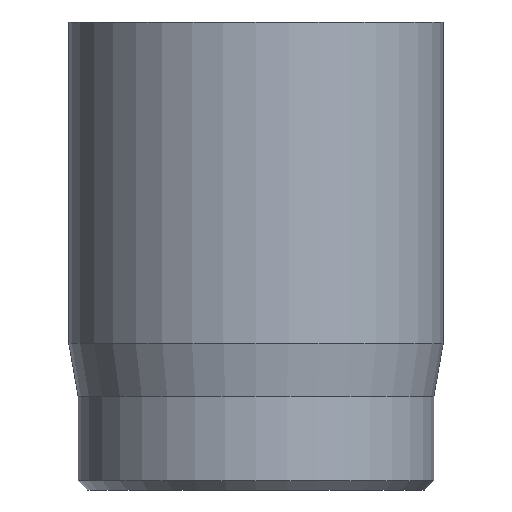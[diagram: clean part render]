
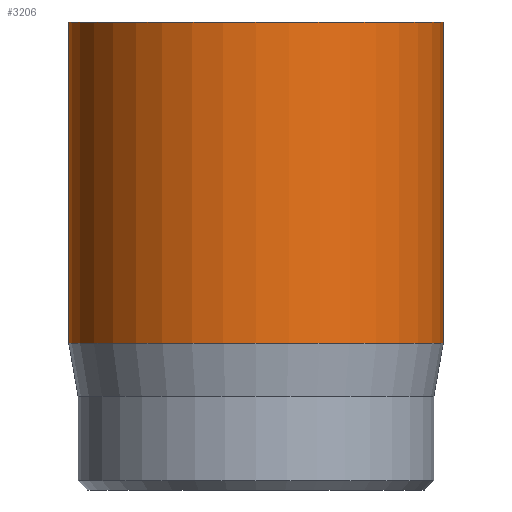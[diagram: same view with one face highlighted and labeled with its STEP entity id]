
A CAD part, front view. The second image highlights one B-rep face of the part: STEP entity #3206.
In plain terms, the highlighted cylindrical face has radius 2 mm (diameter 4 mm), a full revolution.
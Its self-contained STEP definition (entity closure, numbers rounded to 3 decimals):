
#31=CYLINDRICAL_SURFACE('',#3354,2.);
#44=CIRCLE('',#3333,2.);
#55=CIRCLE('',#3352,2.);
#56=CIRCLE('',#3353,2.);
#302=FACE_OUTER_BOUND('',#488,.T.);
#488=EDGE_LOOP('',(#2850,#2851,#2852,#2853,#2854));
#733=LINE('',#6012,#984);
#984=VECTOR('',#3761,2.);
#1481=VERTEX_POINT('',#5971);
#1492=VERTEX_POINT('',#6006);
#1493=VERTEX_POINT('',#6007);
#1934=EDGE_CURVE('',#1481,#1481,#44,.T.);
#1950=EDGE_CURVE('',#1492,#1493,#55,.T.);
#1951=EDGE_CURVE('',#1493,#1492,#56,.T.);
#1953=EDGE_CURVE('',#1481,#1492,#733,.T.);
#2850=ORIENTED_EDGE('',*,*,#1934,.T.);
#2851=ORIENTED_EDGE('',*,*,#1953,.T.);
#2852=ORIENTED_EDGE('',*,*,#1950,.T.);
#2853=ORIENTED_EDGE('',*,*,#1951,.T.);
#2854=ORIENTED_EDGE('',*,*,#1953,.F.);
#3206=ADVANCED_FACE('',(#302),#31,.T.);
#3333=AXIS2_PLACEMENT_3D('',#5972,#3711,#3712);
#3352=AXIS2_PLACEMENT_3D('',#6008,#3754,#3755);
#3353=AXIS2_PLACEMENT_3D('',#6009,#3756,#3757);
#3354=AXIS2_PLACEMENT_3D('',#6011,#3759,#3760);
#3711=DIRECTION('center_axis',(0.,0.,-1.));
#3712=DIRECTION('ref_axis',(-1.,0.,0.));
#3754=DIRECTION('center_axis',(0.,0.,1.));
#3755=DIRECTION('ref_axis',(-1.,0.,0.));
#3756=DIRECTION('center_axis',(0.,0.,1.));
#3757=DIRECTION('ref_axis',(-1.,0.,0.));
#3759=DIRECTION('center_axis',(0.,0.,1.));
#3760=DIRECTION('ref_axis',(-1.,0.,0.));
#3761=DIRECTION('',(0.,0.,-1.));
#5971=CARTESIAN_POINT('',(2.,0.,5.));
#5972=CARTESIAN_POINT('Origin',(0.,0.,5.));
#6006=CARTESIAN_POINT('',(2.,0.,1.567));
#6007=CARTESIAN_POINT('',(-2.,0.,1.567));
#6008=CARTESIAN_POINT('Origin',(0.,0.,1.567));
#6009=CARTESIAN_POINT('Origin',(0.,0.,1.567));
#6011=CARTESIAN_POINT('Origin',(0.,0.,0.));
#6012=CARTESIAN_POINT('',(2.,0.,0.));
